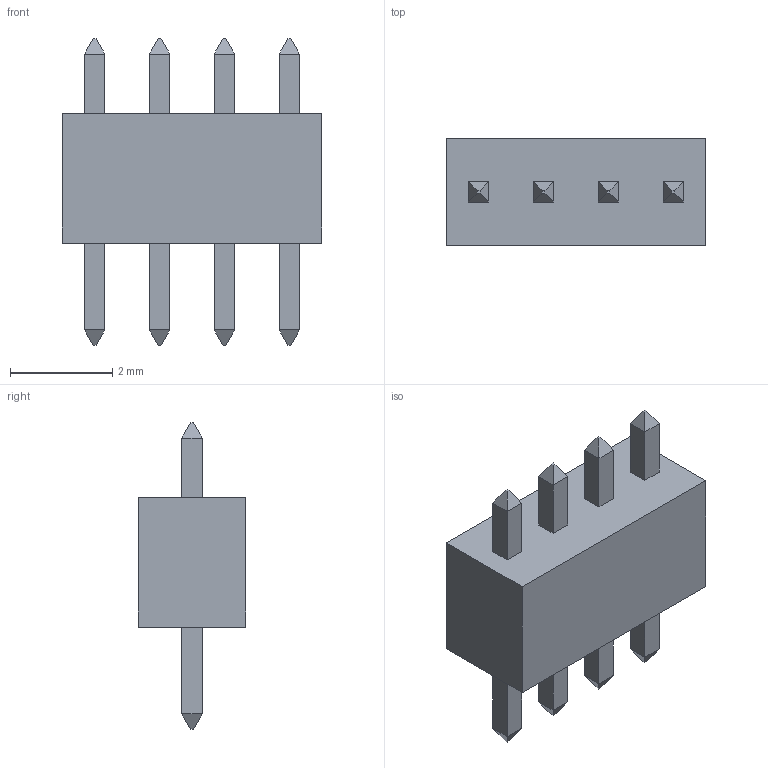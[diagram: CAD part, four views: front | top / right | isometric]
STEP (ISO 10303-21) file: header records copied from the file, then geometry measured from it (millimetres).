
FILE_DESCRIPTION (( 'STEP AP214' ), '1' );
FILE_NAME ( 'HDRV4W40P127_4X1_508X210H400.STEP', '2022-08-08T01:50:48', ( '' ), ( '' ), '', '©2017 PCB Libraries, Inc.', '' );
FILE_SCHEMA (( 'AUTOMOTIVE_DESIGN' ));
Length unit declared in the file: millimetre
Products named in the file (1): HDRV4W40P127_4X1_508X210H400
Bounding box: 5.08 x 2.1 x 6 mm (x, y, z)
Volume: 29.1 mm3; surface area: 79.9 mm2
Topology: 9 solids, 9 shells, 86 faces, 172 edges, 104 vertices
Faces by surface type: plane 86
Entity records: 2452 total; most frequent: CARTESIAN_POINT 363, DIRECTION 346, ORIENTED_EDGE 344, VECTOR 172, LINE 172, EDGE_CURVE 172, VERTEX_POINT 104, STYLED_ITEM 96
